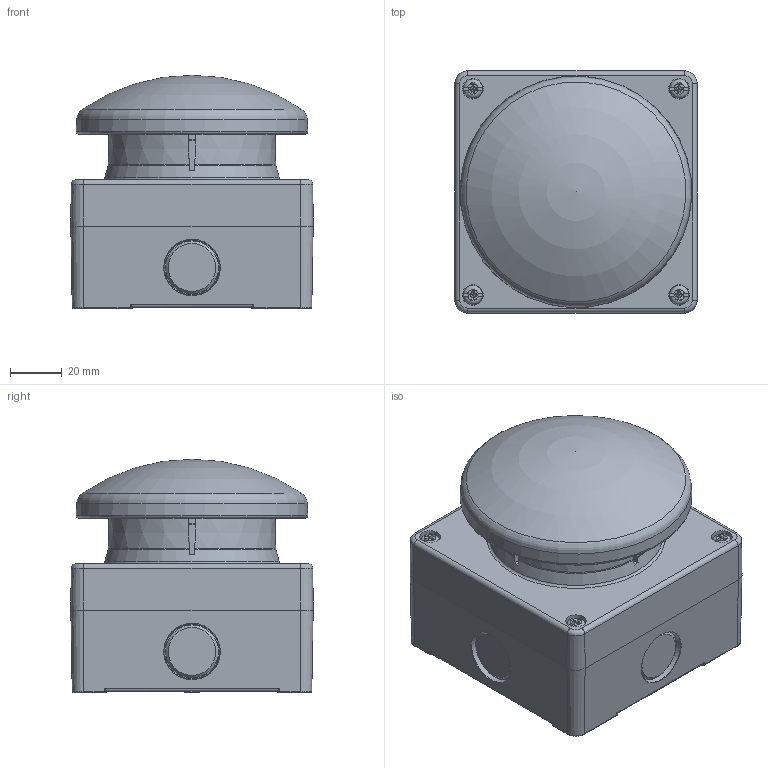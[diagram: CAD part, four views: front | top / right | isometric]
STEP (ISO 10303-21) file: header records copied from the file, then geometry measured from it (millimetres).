
FILE_DESCRIPTION(/* description */ (''),/* implementation_level */ '2;1');
FILE_NAME(/* name */ 'SA 081.stp',/* time_stamp */ '2020-03-20T09:09:50+01:00',/* author */ ('servizio.tecnico'),/* organization */ (''),/* preprocessor_version */ 'ST-DEVELOPER v17',/* originating_system */ 'Autodesk Inventor 2019',/* authorisation */ '');
FILE_SCHEMA (('AUTOMOTIVE_DESIGN { 1 0 10303 214 3 1 1 }'));
Length unit declared in the file: millimetre
Products named in the file (7): SA 081; PL2565; ECX 4570; _ECX 4570(button); _PL2727PI; pl2564pi; xv007
Assembly tree (9 placements, depth 3):
  SA 081
    PL2565
    ECX 4570
      _ECX 4570(button)
      _PL2727PI
    pl2564pi
    xv007  x4
Bounding box: 94 x 94 x 90.5 mm (x, y, z)
Volume: 283523.6 mm3; surface area: 128710.3 mm2
Topology: 8 solids, 16 shells, 1132 faces, 2984 edges, 1949 vertices
Faces by surface type: plane 558, cone 244, cylinder 144, bspline 95, torus 90, sphere 1
Full cylindrical faces by diameter (mm): 2.4 x2, 2.8 x28, 3.2 x8, 4.2 x4, 6 x2, 7.4 x4, 8 x4, 19 x3, 19.79 x1, 20.6 x1, 21.9 x4, 22 x1, 29.5 x2
Entity records: 34160 total; most frequent: CARTESIAN_POINT 9483, ORIENTED_EDGE 5210, DIRECTION 5082, EDGE_CURVE 2605, AXIS2_PLACEMENT_3D 1894, VERTEX_POINT 1703, LINE 1294, VECTOR 1294
